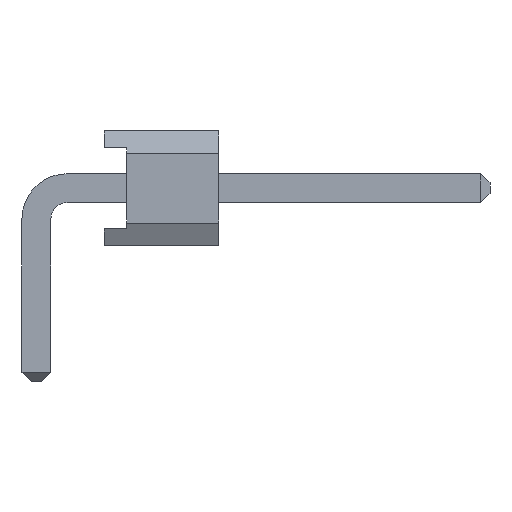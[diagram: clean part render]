
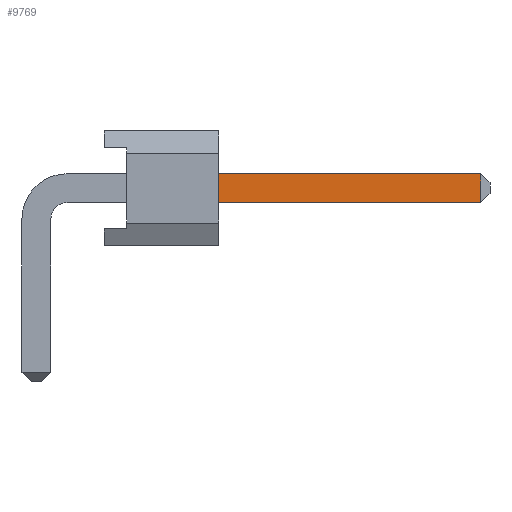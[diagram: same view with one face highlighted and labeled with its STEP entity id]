
A CAD part, front view. The second image highlights one B-rep face of the part: STEP entity #9769.
In plain terms, the highlighted face is planar.
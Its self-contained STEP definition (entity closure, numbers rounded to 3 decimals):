
#1664=ORIENTED_EDGE('',*,*,#2886,.T.);
#1665=ORIENTED_EDGE('',*,*,#2829,.F.);
#1666=ORIENTED_EDGE('',*,*,#2887,.T.);
#1667=ORIENTED_EDGE('',*,*,#2885,.T.);
#2829=EDGE_CURVE('',#3553,#3550,#4399,.T.);
#2885=EDGE_CURVE('',#3602,#3605,#4455,.T.);
#2886=EDGE_CURVE('',#3605,#3550,#4456,.T.);
#2887=EDGE_CURVE('',#3553,#3602,#4457,.T.);
#3550=VERTEX_POINT('',#13650);
#3553=VERTEX_POINT('',#13655);
#3602=VERTEX_POINT('',#13756);
#3605=VERTEX_POINT('',#13766);
#4399=LINE('',#13656,#5341);
#4455=LINE('',#13769,#5397);
#4456=LINE('',#13771,#5398);
#4457=LINE('',#13772,#5399);
#5341=VECTOR('',#11679,1000.);
#5397=VECTOR('',#11745,1000.);
#5398=VECTOR('',#11748,1000.);
#5399=VECTOR('',#11749,1000.);
#5887=EDGE_LOOP('',(#1664,#1665,#1666,#1667));
#6299=FACE_BOUND('',#5887,.T.);
#6663=PLANE('',#10212);
#9769=ADVANCED_FACE('',(#6299),#6663,.F.);
#10212=AXIS2_PLACEMENT_3D('',#13770,#11746,#11747);
#11679=DIRECTION('',(0.,-1.,0.));
#11745=DIRECTION('',(0.,-1.,0.));
#11746=DIRECTION('',(-1.,0.,0.));
#11747=DIRECTION('',(0.,0.,1.));
#11748=DIRECTION('',(0.,0.,-1.));
#11749=DIRECTION('',(0.,0.,1.));
#13650=CARTESIAN_POINT('',(14.29,-0.32,1.27));
#13655=CARTESIAN_POINT('',(14.29,0.32,1.27));
#13656=CARTESIAN_POINT('',(14.29,0.32,1.27));
#13756=CARTESIAN_POINT('',(14.29,0.32,7.07));
#13766=CARTESIAN_POINT('',(14.29,-0.32,7.07));
#13769=CARTESIAN_POINT('',(14.29,0.68,7.07));
#13770=CARTESIAN_POINT('',(14.29,0.68,-2.09));
#13771=CARTESIAN_POINT('',(14.29,-0.32,-2.09));
#13772=CARTESIAN_POINT('',(14.29,0.32,-2.09));
